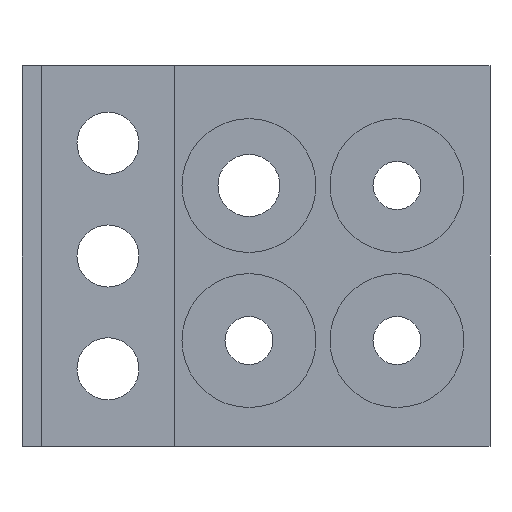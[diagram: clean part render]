
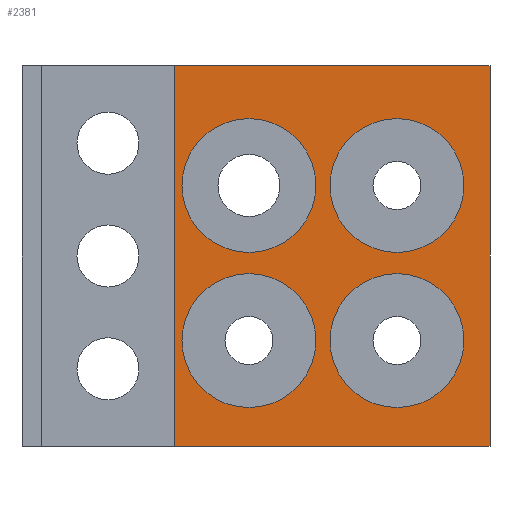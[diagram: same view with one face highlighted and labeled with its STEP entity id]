
A CAD part, front view. The second image highlights one B-rep face of the part: STEP entity #2381.
In plain terms, the highlighted planar face has unit normal (0, -1, 0).
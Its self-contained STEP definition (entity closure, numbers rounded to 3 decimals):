
#30 = DIRECTION ( 'NONE',  ( 0., -1., 0. ) ) ;
#32 = CARTESIAN_POINT ( 'NONE',  ( -5., 0., 50. ) ) ;
#58 = AXIS2_PLACEMENT_3D ( 'NONE', #1402, #1394, #2177 ) ;
#59 = EDGE_LOOP ( 'NONE', ( #2433, #341 ) ) ;
#69 = DIRECTION ( 'NONE',  ( 0., -1., 0. ) ) ;
#73 = VERTEX_POINT ( 'NONE', #2516 ) ;
#81 = ORIENTED_EDGE ( 'NONE', *, *, #1311, .F. ) ;
#100 = CIRCLE ( 'NONE', #2412, 47.5 ) ;
#102 = CARTESIAN_POINT ( 'NONE',  ( 100., 0., -107.5 ) ) ;
#218 = VECTOR ( 'NONE', #1455, 1000. ) ;
#240 = CARTESIAN_POINT ( 'NONE',  ( -5., 0., 97.5 ) ) ;
#241 = DIRECTION ( 'NONE',  ( -1., 0., 0. ) ) ;
#246 = CARTESIAN_POINT ( 'NONE',  ( 100., 0., -60. ) ) ;
#263 = CARTESIAN_POINT ( 'NONE',  ( 166., 0., 135. ) ) ;
#271 = CARTESIAN_POINT ( 'NONE',  ( -57.5, 0., -135. ) ) ;
#303 = FACE_BOUND ( 'NONE', #1813, .T. ) ;
#305 = PLANE ( 'NONE',  #1164 ) ;
#315 = DIRECTION ( 'NONE',  ( 0., 0., -1. ) ) ;
#341 = ORIENTED_EDGE ( 'NONE', *, *, #596, .F. ) ;
#411 = ORIENTED_EDGE ( 'NONE', *, *, #736, .F. ) ;
#426 = CARTESIAN_POINT ( 'NONE',  ( 100., 0., -60. ) ) ;
#453 = ORIENTED_EDGE ( 'NONE', *, *, #1482, .F. ) ;
#457 = EDGE_CURVE ( 'NONE', #73, #1370, #1868, .T. ) ;
#464 = CARTESIAN_POINT ( 'NONE',  ( -5., 0., 2.5 ) ) ;
#472 = CARTESIAN_POINT ( 'NONE',  ( -57.5, 0., 135. ) ) ;
#475 = VECTOR ( 'NONE', #744, 1000. ) ;
#482 = VERTEX_POINT ( 'NONE', #240 ) ;
#516 = EDGE_CURVE ( 'NONE', #1304, #1365, #801, .T. ) ;
#596 = EDGE_CURVE ( 'NONE', #2206, #1312, #1777, .T. ) ;
#607 = DIRECTION ( 'NONE',  ( 0., -1., 0. ) ) ;
#626 = EDGE_CURVE ( 'NONE', #1312, #2206, #1589, .T. ) ;
#632 = VERTEX_POINT ( 'NONE', #1218 ) ;
#664 = DIRECTION ( 'NONE',  ( 0., -1., 0. ) ) ;
#709 = CARTESIAN_POINT ( 'NONE',  ( 0., 0., 0. ) ) ;
#736 = EDGE_CURVE ( 'NONE', #1338, #482, #831, .T. ) ;
#744 = DIRECTION ( 'NONE',  ( 1., 0., 0. ) ) ;
#748 = ORIENTED_EDGE ( 'NONE', *, *, #457, .F. ) ;
#801 = LINE ( 'NONE', #910, #475 ) ;
#802 = AXIS2_PLACEMENT_3D ( 'NONE', #246, #69, #833 ) ;
#813 = DIRECTION ( 'NONE',  ( 0., 0., -1. ) ) ;
#822 = FACE_BOUND ( 'NONE', #59, .T. ) ;
#831 = CIRCLE ( 'NONE', #2319, 47.5 ) ;
#833 = DIRECTION ( 'NONE',  ( 0., 0., -1. ) ) ;
#895 = ORIENTED_EDGE ( 'NONE', *, *, #1260, .F. ) ;
#896 = CARTESIAN_POINT ( 'NONE',  ( 100., 0., 50. ) ) ;
#908 = VERTEX_POINT ( 'NONE', #1694 ) ;
#910 = CARTESIAN_POINT ( 'NONE',  ( 166., 0., 135. ) ) ;
#911 = CARTESIAN_POINT ( 'NONE',  ( -5., 0., 50. ) ) ;
#920 = CIRCLE ( 'NONE', #58, 47.5 ) ;
#921 = AXIS2_PLACEMENT_3D ( 'NONE', #896, #1080, #315 ) ;
#1026 = CARTESIAN_POINT ( 'NONE',  ( 100., 0., -12.5 ) ) ;
#1036 = FACE_BOUND ( 'NONE', #2100, .T. ) ;
#1055 = DIRECTION ( 'NONE',  ( 0., 0., -1. ) ) ;
#1063 = CARTESIAN_POINT ( 'NONE',  ( -5., 0., -12.5 ) ) ;
#1080 = DIRECTION ( 'NONE',  ( 0., -1., 0. ) ) ;
#1088 = DIRECTION ( 'NONE',  ( 0., 1., 0. ) ) ;
#1100 = CARTESIAN_POINT ( 'NONE',  ( -5., 0., -60. ) ) ;
#1163 = EDGE_CURVE ( 'NONE', #632, #908, #920, .T. ) ;
#1164 = AXIS2_PLACEMENT_3D ( 'NONE', #709, #1088, #2071 ) ;
#1179 = VECTOR ( 'NONE', #241, 1000. ) ;
#1181 = EDGE_CURVE ( 'NONE', #1304, #1370, #2363, .T. ) ;
#1203 = CIRCLE ( 'NONE', #1261, 47.5 ) ;
#1218 = CARTESIAN_POINT ( 'NONE',  ( 100., 0., 2.5 ) ) ;
#1260 = EDGE_CURVE ( 'NONE', #1788, #2225, #1267, .T. ) ;
#1261 = AXIS2_PLACEMENT_3D ( 'NONE', #32, #607, #1606 ) ;
#1267 = CIRCLE ( 'NONE', #2140, 47.5 ) ;
#1279 = ORIENTED_EDGE ( 'NONE', *, *, #1677, .F. ) ;
#1304 = VERTEX_POINT ( 'NONE', #472 ) ;
#1311 = EDGE_CURVE ( 'NONE', #1365, #73, #2526, .T. ) ;
#1312 = VERTEX_POINT ( 'NONE', #102 ) ;
#1338 = VERTEX_POINT ( 'NONE', #464 ) ;
#1365 = VERTEX_POINT ( 'NONE', #1831 ) ;
#1370 = VERTEX_POINT ( 'NONE', #271 ) ;
#1380 = CIRCLE ( 'NONE', #921, 47.5 ) ;
#1394 = DIRECTION ( 'NONE',  ( 0., -1., 0. ) ) ;
#1402 = CARTESIAN_POINT ( 'NONE',  ( 100., 0., 50. ) ) ;
#1413 = CARTESIAN_POINT ( 'NONE',  ( -5., 0., -107.5 ) ) ;
#1455 = DIRECTION ( 'NONE',  ( 0., 0., -1. ) ) ;
#1482 = EDGE_CURVE ( 'NONE', #2225, #1788, #100, .T. ) ;
#1579 = FACE_BOUND ( 'NONE', #2118, .T. ) ;
#1582 = CARTESIAN_POINT ( 'NONE',  ( -57.5, 0., 0. ) ) ;
#1589 = CIRCLE ( 'NONE', #2464, 47.5 ) ;
#1606 = DIRECTION ( 'NONE',  ( 0., 0., -1. ) ) ;
#1641 = DIRECTION ( 'NONE',  ( 0., 0., -1. ) ) ;
#1677 = EDGE_CURVE ( 'NONE', #482, #1338, #1203, .T. ) ;
#1694 = CARTESIAN_POINT ( 'NONE',  ( 100., 0., 97.5 ) ) ;
#1754 = ORIENTED_EDGE ( 'NONE', *, *, #1181, .T. ) ;
#1759 = EDGE_LOOP ( 'NONE', ( #2126, #1754, #748, #81 ) ) ;
#1777 = CIRCLE ( 'NONE', #802, 47.5 ) ;
#1788 = VERTEX_POINT ( 'NONE', #1063 ) ;
#1813 = EDGE_LOOP ( 'NONE', ( #453, #895 ) ) ;
#1831 = CARTESIAN_POINT ( 'NONE',  ( 166., 0., 135. ) ) ;
#1832 = VECTOR ( 'NONE', #2159, 1000. ) ;
#1868 = LINE ( 'NONE', #2184, #1179 ) ;
#1916 = ORIENTED_EDGE ( 'NONE', *, *, #1163, .F. ) ;
#2071 = DIRECTION ( 'NONE',  ( 0., 0., 1. ) ) ;
#2073 = DIRECTION ( 'NONE',  ( 0., -1., 0. ) ) ;
#2100 = EDGE_LOOP ( 'NONE', ( #1916, #2436 ) ) ;
#2118 = EDGE_LOOP ( 'NONE', ( #411, #1279 ) ) ;
#2126 = ORIENTED_EDGE ( 'NONE', *, *, #516, .F. ) ;
#2140 = AXIS2_PLACEMENT_3D ( 'NONE', #2218, #2233, #1641 ) ;
#2159 = DIRECTION ( 'NONE',  ( 0., 0., -1. ) ) ;
#2177 = DIRECTION ( 'NONE',  ( 0., 0., -1. ) ) ;
#2184 = CARTESIAN_POINT ( 'NONE',  ( 166., 0., -135. ) ) ;
#2206 = VERTEX_POINT ( 'NONE', #1026 ) ;
#2218 = CARTESIAN_POINT ( 'NONE',  ( -5., 0., -60. ) ) ;
#2225 = VERTEX_POINT ( 'NONE', #1413 ) ;
#2233 = DIRECTION ( 'NONE',  ( 0., -1., 0. ) ) ;
#2282 = EDGE_CURVE ( 'NONE', #908, #632, #1380, .T. ) ;
#2319 = AXIS2_PLACEMENT_3D ( 'NONE', #911, #664, #1055 ) ;
#2363 = LINE ( 'NONE', #1582, #1832 ) ;
#2381 = ADVANCED_FACE ( 'NONE', ( #1579, #1036, #822, #303, #2484 ), #305, .F. ) ;
#2412 = AXIS2_PLACEMENT_3D ( 'NONE', #1100, #2073, #2473 ) ;
#2433 = ORIENTED_EDGE ( 'NONE', *, *, #626, .F. ) ;
#2436 = ORIENTED_EDGE ( 'NONE', *, *, #2282, .F. ) ;
#2464 = AXIS2_PLACEMENT_3D ( 'NONE', #426, #30, #813 ) ;
#2473 = DIRECTION ( 'NONE',  ( 0., 0., -1. ) ) ;
#2484 = FACE_OUTER_BOUND ( 'NONE', #1759, .T. ) ;
#2516 = CARTESIAN_POINT ( 'NONE',  ( 166., 0., -135. ) ) ;
#2526 = LINE ( 'NONE', #263, #218 ) ;
